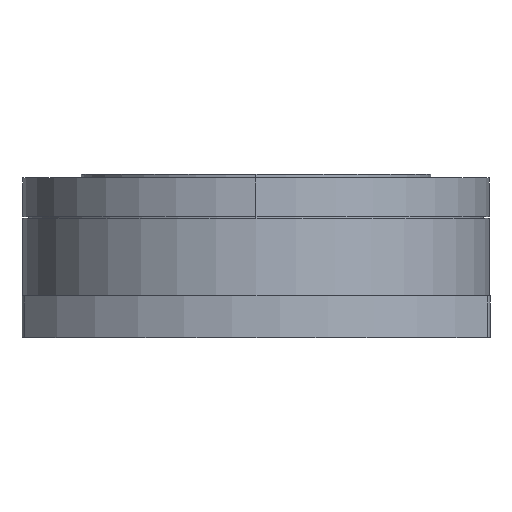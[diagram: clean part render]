
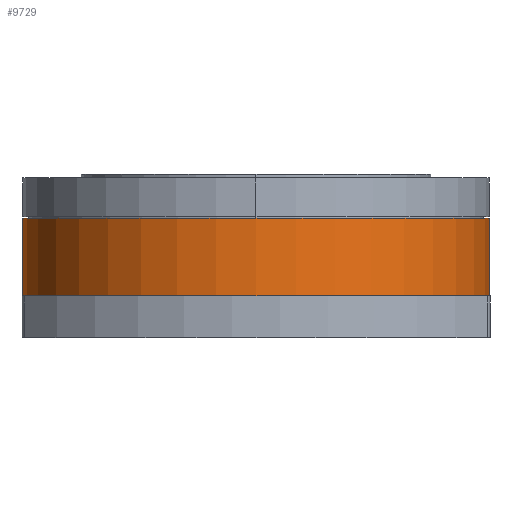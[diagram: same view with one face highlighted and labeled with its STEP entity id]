
A CAD part, front view. The second image highlights one B-rep face of the part: STEP entity #9729.
In plain terms, the highlighted cylindrical face has radius 100 mm (diameter 200 mm), a partial arc.
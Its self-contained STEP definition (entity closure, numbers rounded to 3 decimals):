
#260 = VERTEX_POINT ( 'NONE', #9242 ) ;
#626 = CARTESIAN_POINT ( 'NONE',  ( 0., 0., 0. ) ) ;
#703 = CYLINDRICAL_SURFACE ( 'NONE', #11357, 100. ) ;
#809 = EDGE_CURVE ( 'NONE', #260, #13675, #3359, .T. ) ;
#841 = VECTOR ( 'NONE', #12741, 1000. ) ;
#1815 = ORIENTED_EDGE ( 'NONE', *, *, #5338, .T. ) ;
#1893 = AXIS2_PLACEMENT_3D ( 'NONE', #7806, #11110, #13472 ) ;
#3344 = CARTESIAN_POINT ( 'NONE',  ( 0., 33.2, 0. ) ) ;
#3359 = LINE ( 'NONE', #8065, #841 ) ;
#3466 = VECTOR ( 'NONE', #13499, 1000. ) ;
#4228 = AXIS2_PLACEMENT_3D ( 'NONE', #3344, #4517, #14772 ) ;
#4517 = DIRECTION ( 'NONE',  ( 0., -1., 0. ) ) ;
#5338 = EDGE_CURVE ( 'NONE', #13863, #260, #14737, .T. ) ;
#6346 = DIRECTION ( 'NONE',  ( 0., 0., -1. ) ) ;
#6392 = CARTESIAN_POINT ( 'NONE',  ( 38.227, 0., -92.405 ) ) ;
#6492 = FACE_OUTER_BOUND ( 'NONE', #12037, .T. ) ;
#6526 = LINE ( 'NONE', #6392, #3466 ) ;
#6565 = DIRECTION ( 'NONE',  ( 0., -1., 0. ) ) ;
#7530 = CARTESIAN_POINT ( 'NONE',  ( 38.227, 33.2, -92.405 ) ) ;
#7806 = CARTESIAN_POINT ( 'NONE',  ( 0., 0., 0. ) ) ;
#7861 = EDGE_CURVE ( 'NONE', #13443, #13675, #10019, .T. ) ;
#8065 = CARTESIAN_POINT ( 'NONE',  ( -38.227, 0., -92.405 ) ) ;
#9242 = CARTESIAN_POINT ( 'NONE',  ( -38.227, 33.2, -92.405 ) ) ;
#9688 = CARTESIAN_POINT ( 'NONE',  ( -38.227, 0., -92.405 ) ) ;
#9729 = ADVANCED_FACE ( 'NONE', ( #6492 ), #703, .T. ) ;
#10019 = CIRCLE ( 'NONE', #1893, 100. ) ;
#10608 = EDGE_CURVE ( 'NONE', #13443, #13863, #6526, .T. ) ;
#10995 = ORIENTED_EDGE ( 'NONE', *, *, #10608, .T. ) ;
#11110 = DIRECTION ( 'NONE',  ( 0., -1., 0. ) ) ;
#11357 = AXIS2_PLACEMENT_3D ( 'NONE', #626, #6565, #6346 ) ;
#11988 = ORIENTED_EDGE ( 'NONE', *, *, #7861, .F. ) ;
#12037 = EDGE_LOOP ( 'NONE', ( #1815, #12520, #11988, #10995 ) ) ;
#12520 = ORIENTED_EDGE ( 'NONE', *, *, #809, .T. ) ;
#12741 = DIRECTION ( 'NONE',  ( 0., -1., 0. ) ) ;
#13443 = VERTEX_POINT ( 'NONE', #13894 ) ;
#13472 = DIRECTION ( 'NONE',  ( 0., 0., -1. ) ) ;
#13499 = DIRECTION ( 'NONE',  ( 0., 1., 0. ) ) ;
#13675 = VERTEX_POINT ( 'NONE', #9688 ) ;
#13863 = VERTEX_POINT ( 'NONE', #7530 ) ;
#13894 = CARTESIAN_POINT ( 'NONE',  ( 38.227, 0., -92.405 ) ) ;
#14737 = CIRCLE ( 'NONE', #4228, 100. ) ;
#14772 = DIRECTION ( 'NONE',  ( 0., 0., -1. ) ) ;
